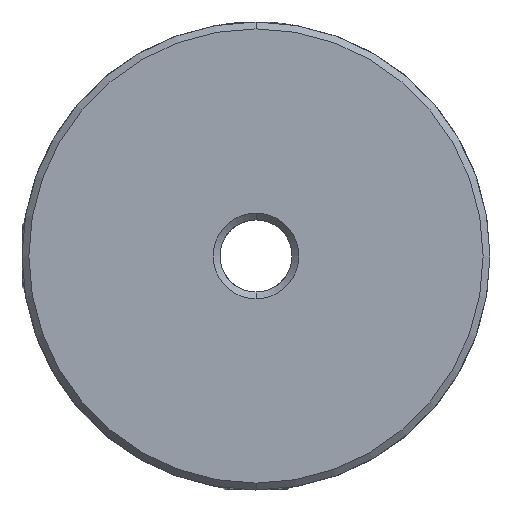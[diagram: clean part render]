
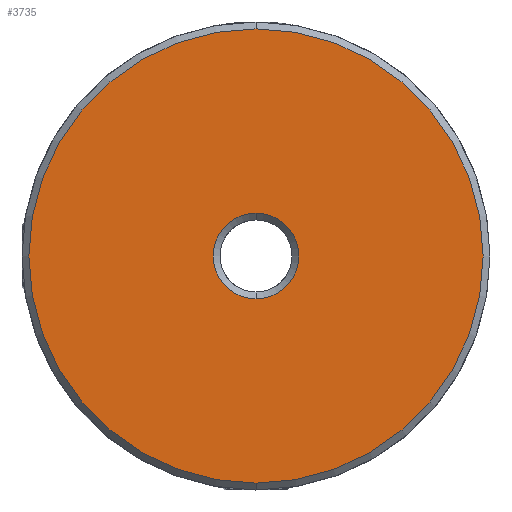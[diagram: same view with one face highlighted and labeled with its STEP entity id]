
A CAD part, left-side view. The second image highlights one B-rep face of the part: STEP entity #3735.
In plain terms, the highlighted planar face has unit normal (-1, 0, 0).
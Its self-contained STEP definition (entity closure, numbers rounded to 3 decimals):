
#161 = CARTESIAN_POINT ( 'NONE',  ( -13., 0., 0. ) ) ;
#172 = CARTESIAN_POINT ( 'NONE',  ( -13., 0., 0. ) ) ;
#173 = DIRECTION ( 'NONE',  ( 1., 0., 0. ) ) ;
#174 = DIRECTION ( 'NONE',  ( 0., 0., -1. ) ) ;
#176 = DIRECTION ( 'NONE',  ( -1., 0., 0. ) ) ;
#177 = DIRECTION ( 'NONE',  ( 0., 0., -1. ) ) ;
#2482 = VERTEX_POINT ( 'NONE', #7187 ) ;
#2483 = VERTEX_POINT ( 'NONE', #7188 ) ;
#2484 = VERTEX_POINT ( 'NONE', #7189 ) ;
#2485 = VERTEX_POINT ( 'NONE', #7190 ) ;
#2860 = EDGE_CURVE ( 'NONE', #2482, #2483, #6797, .T. ) ;
#2888 = EDGE_CURVE ( 'NONE', #2484, #2485, #6835, .T. ) ;
#3187 = EDGE_LOOP ( 'NONE', ( #4532, #4533 ) ) ;
#3190 = EDGE_LOOP ( 'NONE', ( #4530, #4531 ) ) ;
#3735 = ADVANCED_FACE ( 'NONE', ( #10072, #10079 ), #9762, .T. ) ;
#4221 = EDGE_CURVE ( 'NONE', #2485, #2484, #10351, .T. ) ;
#4222 = EDGE_CURVE ( 'NONE', #2483, #2482, #10353, .T. ) ;
#4530 = ORIENTED_EDGE ( 'NONE', *, *, #2888, .F. ) ;
#4531 = ORIENTED_EDGE ( 'NONE', *, *, #4221, .F. ) ;
#4532 = ORIENTED_EDGE ( 'NONE', *, *, #4222, .F. ) ;
#4533 = ORIENTED_EDGE ( 'NONE', *, *, #2860, .F. ) ;
#5764 = AXIS2_PLACEMENT_3D ( 'NONE', #8023, #8024, #8025 ) ;
#6797 = CIRCLE ( 'NONE', #5764, 2.381 ) ;
#6835 = CIRCLE ( 'NONE', #8345, 12.619 ) ;
#7187 = CARTESIAN_POINT ( 'NONE',  ( -13., 0., 2.381 ) ) ;
#7188 = CARTESIAN_POINT ( 'NONE',  ( -13., 0., -2.381 ) ) ;
#7189 = CARTESIAN_POINT ( 'NONE',  ( -13., 0., 12.619 ) ) ;
#7190 = CARTESIAN_POINT ( 'NONE',  ( -13., 0., -12.619 ) ) ;
#8023 = CARTESIAN_POINT ( 'NONE',  ( -13., 0., 0. ) ) ;
#8024 = DIRECTION ( 'NONE',  ( -1., 0., 0. ) ) ;
#8025 = DIRECTION ( 'NONE',  ( 0., 0., -1. ) ) ;
#8101 = CARTESIAN_POINT ( 'NONE',  ( -13., 0., 0. ) ) ;
#8103 = DIRECTION ( 'NONE',  ( 1., 0., 0. ) ) ;
#8104 = DIRECTION ( 'NONE',  ( 0., 0., -1. ) ) ;
#8345 = AXIS2_PLACEMENT_3D ( 'NONE', #8101, #8103, #8104 ) ;
#8476 = AXIS2_PLACEMENT_3D ( 'NONE', #9761, #9764, #9765 ) ;
#8604 = AXIS2_PLACEMENT_3D ( 'NONE', #172, #173, #174 ) ;
#8607 = AXIS2_PLACEMENT_3D ( 'NONE', #161, #176, #177 ) ;
#9761 = CARTESIAN_POINT ( 'NONE',  ( -13., 0., 0. ) ) ;
#9762 = PLANE ( 'NONE',  #8476 ) ;
#9764 = DIRECTION ( 'NONE',  ( -1., 0., 0. ) ) ;
#9765 = DIRECTION ( 'NONE',  ( 0., 0., -1. ) ) ;
#10072 = FACE_OUTER_BOUND ( 'NONE', #3190, .T. ) ;
#10079 = FACE_BOUND ( 'NONE', #3187, .T. ) ;
#10351 = CIRCLE ( 'NONE', #8604, 12.619 ) ;
#10353 = CIRCLE ( 'NONE', #8607, 2.381 ) ;
